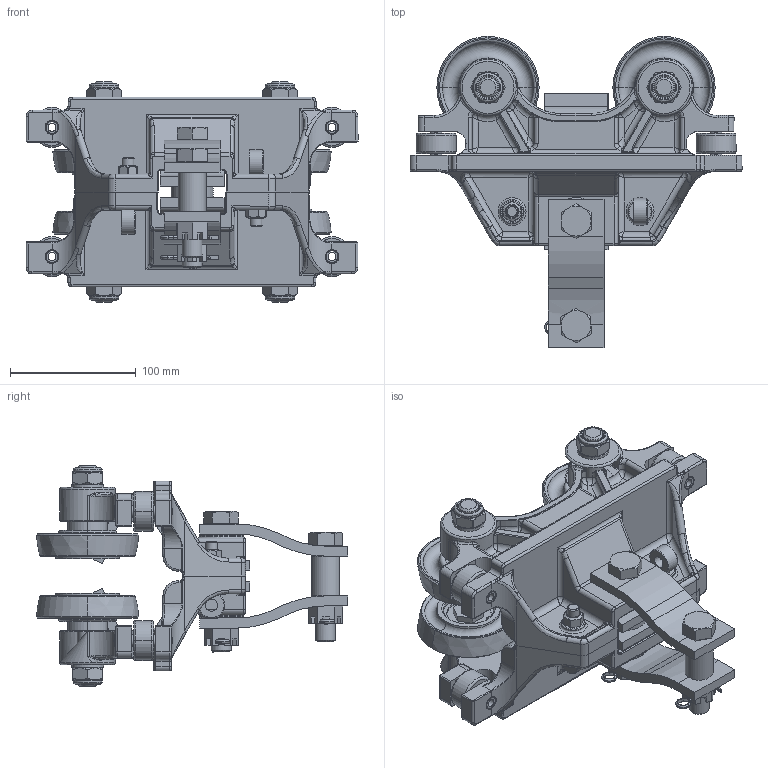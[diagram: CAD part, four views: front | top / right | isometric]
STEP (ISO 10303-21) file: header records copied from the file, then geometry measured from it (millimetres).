
FILE_DESCRIPTION((''),'2;1');
FILE_NAME('10041 BT-266-DHS TROLLEY.stp','2011-03-31T08:14:35',('jholman'),(''),'Autodesk Inventor 2011','Autodesk Inventor 2011','');
FILE_SCHEMA(('AUTOMOTIVE_DESIGN { 1 0 10303 214 1 1 1 1 }'));
Length unit declared in the file: inch
Products named in the file (24): 10041; 3D11K8C4C; 3D11F8C4B; 3D11H8C4A; Hex Bolt - UNC (Regular Thread - Inch) 5/8-11 UNC - 4.5; Hex Cap Screw - Inch 5/8-11 UNC - 4; 3D1124B4A; 3D11X2B4A; 3D11FYC4D; 3D11S4B4D; 3D11HSB4A; 3D11X6B4A; 3D11W7B4C; 3D1121C4A; 50045; Hex Nut - UNC (Regular Thread - Inch) 3/8 - 16; 3D11CHB4C; 3D1177B4C; 3D11A6B4A; 3D11W6B4B; 3D11K7B4B; 3D11Q6B4B; 3D1144G4A; 3D1134G4A
Assembly tree (45 placements, depth 4):
  10041
    3D11K8C4C
      3D11F8C4B  x2
      3D11H8C4A
      Hex Bolt - UNC (Regular Thread - Inch) 5/8-11 UNC - 4.5
      Hex Cap Screw - Inch 5/8-11 UNC - 4
      3D1124B4A  x2
      3D11X2B4A  x2
    3D11FYC4D
      3D11S4B4D  x2
      3D11HSB4A  x4
      3D11X6B4A  x4
      3D11W7B4C  x2
      3D1121C4A
      50045  x2
      Hex Nut - UNC (Regular Thread - Inch) 3/8 - 16  x2
      3D11CHB4C  x4
        3D1177B4C
        3D11A6B4A
        3D11W6B4B
        3D11K7B4B
        3D11Q6B4B
      3D1144G4A  x4
      3D1134G4A  x4
Bounding box: 263.52 x 246.97 x 175.18 mm (x, y, z)
Volume: 1588259.6 mm3; surface area: 455653.4 mm2
Topology: 54 solids, 54 shells, 2551 faces, 6090 edges, 3514 vertices
Faces by surface type: cylinder 754, bspline 678, plane 503, torus 369, cone 187, sphere 60
Full cylindrical faces by diameter (mm): 3.969 x1, 4.366 x1, 7.798 x2, 8.731 x4, 9.525 x12, 13.386 x4, 14.351 x4, 15.862 x4, 15.875 x3, 16.272 x4, 16.307 x1, 16.612 x4, 16.669 x2, 16.98 x4, 17.374 x4, 17.463 x5, 19.05 x4, 21.431 x1, 22.225 x1, 23.114 x4, 25.4 x4, 33.338 x1, 34.925 x2, 40.005 x4, 44.45 x6
Entity records: 38560 total; most frequent: CARTESIAN_POINT 15052, DIRECTION 4719, ORIENTED_EDGE 4694, EDGE_CURVE 2347, AXIS2_PLACEMENT_3D 1991, VERTEX_POINT 1414, EDGE_LOOP 1175, CIRCLE 1064
